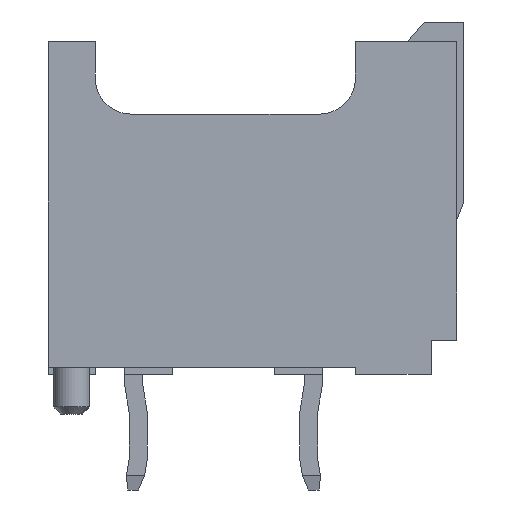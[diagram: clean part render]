
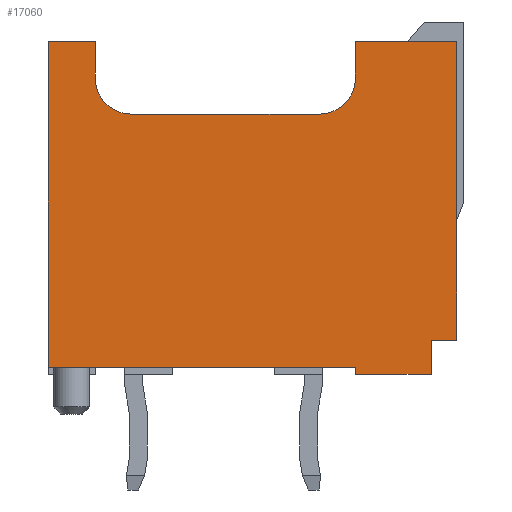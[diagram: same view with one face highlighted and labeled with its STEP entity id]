
A CAD part, left-side view. The second image highlights one B-rep face of the part: STEP entity #17060.
In plain terms, the highlighted face is planar.
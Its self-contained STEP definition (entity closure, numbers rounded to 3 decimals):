
#31=CIRCLE('',#17754,1.);
#32=CIRCLE('',#17755,1.);
#832=ORIENTED_EDGE('',*,*,#4050,.T.);
#833=ORIENTED_EDGE('',*,*,#4051,.T.);
#834=ORIENTED_EDGE('',*,*,#4020,.T.);
#835=ORIENTED_EDGE('',*,*,#4016,.F.);
#836=ORIENTED_EDGE('',*,*,#4052,.F.);
#837=ORIENTED_EDGE('',*,*,#4053,.F.);
#838=ORIENTED_EDGE('',*,*,#4054,.F.);
#839=ORIENTED_EDGE('',*,*,#3978,.F.);
#840=ORIENTED_EDGE('',*,*,#4055,.F.);
#841=ORIENTED_EDGE('',*,*,#4056,.F.);
#842=ORIENTED_EDGE('',*,*,#4057,.F.);
#843=ORIENTED_EDGE('',*,*,#4058,.F.);
#844=ORIENTED_EDGE('',*,*,#4059,.F.);
#845=ORIENTED_EDGE('',*,*,#4060,.F.);
#3978=EDGE_CURVE('',#5609,#5602,#6878,.T.);
#4016=EDGE_CURVE('',#5635,#5632,#6912,.T.);
#4020=EDGE_CURVE('',#5637,#5632,#6916,.T.);
#4050=EDGE_CURVE('',#5655,#5656,#6946,.T.);
#4051=EDGE_CURVE('',#5656,#5637,#6947,.T.);
#4052=EDGE_CURVE('',#5657,#5635,#6948,.T.);
#4053=EDGE_CURVE('',#5658,#5657,#6949,.T.);
#4054=EDGE_CURVE('',#5602,#5658,#6950,.T.);
#4055=EDGE_CURVE('',#5659,#5609,#6951,.T.);
#4056=EDGE_CURVE('',#5660,#5659,#31,.T.);
#4057=EDGE_CURVE('',#5661,#5660,#6952,.T.);
#4058=EDGE_CURVE('',#5662,#5661,#32,.T.);
#4059=EDGE_CURVE('',#5663,#5662,#6953,.T.);
#4060=EDGE_CURVE('',#5655,#5663,#6954,.T.);
#5602=VERTEX_POINT('',#22254);
#5609=VERTEX_POINT('',#22268);
#5632=VERTEX_POINT('',#22336);
#5635=VERTEX_POINT('',#22342);
#5637=VERTEX_POINT('',#22350);
#5655=VERTEX_POINT('',#22408);
#5656=VERTEX_POINT('',#22409);
#5657=VERTEX_POINT('',#22412);
#5658=VERTEX_POINT('',#22414);
#5659=VERTEX_POINT('',#22417);
#5660=VERTEX_POINT('',#22419);
#5661=VERTEX_POINT('',#22421);
#5662=VERTEX_POINT('',#22423);
#5663=VERTEX_POINT('',#22425);
#6878=LINE('',#22269,#8625);
#6912=LINE('',#22343,#8659);
#6916=LINE('',#22351,#8663);
#6946=LINE('',#22407,#8693);
#6947=LINE('',#22410,#8694);
#6948=LINE('',#22411,#8695);
#6949=LINE('',#22413,#8696);
#6950=LINE('',#22415,#8697);
#6951=LINE('',#22416,#8698);
#6952=LINE('',#22420,#8699);
#6953=LINE('',#22424,#8700);
#6954=LINE('',#22426,#8701);
#8625=VECTOR('',#19003,1000.);
#8659=VECTOR('',#19065,1000.);
#8663=VECTOR('',#19073,1000.);
#8693=VECTOR('',#19121,1000.);
#8694=VECTOR('',#19122,1000.);
#8695=VECTOR('',#19123,1000.);
#8696=VECTOR('',#19124,1000.);
#8697=VECTOR('',#19125,1000.);
#8698=VECTOR('',#19126,1000.);
#8699=VECTOR('',#19129,1000.);
#8700=VECTOR('',#19132,1000.);
#8701=VECTOR('',#19133,1000.);
#10133=EDGE_LOOP('',(#832,#833,#834,#835,#836,#837,#838,#839,#840,#841,
#842,#843,#844,#845));
#10879=FACE_BOUND('',#10133,.T.);
#11621=PLANE('',#17753);
#17060=ADVANCED_FACE('',(#10879),#11621,.T.);
#17753=AXIS2_PLACEMENT_3D('',#22406,#19119,#19120);
#17754=AXIS2_PLACEMENT_3D('',#22418,#19127,#19128);
#17755=AXIS2_PLACEMENT_3D('',#22422,#19130,#19131);
#19003=DIRECTION('',(0.,0.,1.));
#19065=DIRECTION('',(0.,0.,-1.));
#19073=DIRECTION('',(0.,1.,0.));
#19119=DIRECTION('',(1.,0.,0.));
#19120=DIRECTION('',(0.,0.,-1.));
#19121=DIRECTION('',(0.,1.,0.));
#19122=DIRECTION('',(0.,0.,1.));
#19123=DIRECTION('',(0.,1.,0.));
#19124=DIRECTION('',(0.,0.,-1.));
#19125=DIRECTION('',(0.,1.,0.));
#19126=DIRECTION('',(0.,-1.,0.));
#19127=DIRECTION('',(1.,0.,0.));
#19128=DIRECTION('',(0.,-1.,0.));
#19129=DIRECTION('',(0.,0.,1.));
#19130=DIRECTION('',(1.,0.,0.));
#19131=DIRECTION('',(0.,-1.,0.));
#19132=DIRECTION('',(0.,1.,0.));
#19133=DIRECTION('',(0.,0.,1.));
#22254=CARTESIAN_POINT('',(11.7,-4.325,5.55));
#22268=CARTESIAN_POINT('',(11.7,-4.325,2.75));
#22269=CARTESIAN_POINT('',(11.7,-4.325,5.75));
#22336=CARTESIAN_POINT('',(11.7,4.875,2.75));
#22342=CARTESIAN_POINT('',(11.7,4.875,4.85));
#22343=CARTESIAN_POINT('',(11.7,4.875,5.75));
#22350=CARTESIAN_POINT('',(11.7,4.675,2.75));
#22351=CARTESIAN_POINT('',(11.7,4.675,2.75));
#22406=CARTESIAN_POINT('',(11.7,-4.875,5.75));
#22407=CARTESIAN_POINT('',(11.7,-4.875,-5.75));
#22408=CARTESIAN_POINT('',(11.7,-4.325,-5.75));
#22409=CARTESIAN_POINT('',(11.7,4.675,-5.75));
#22410=CARTESIAN_POINT('',(11.7,4.675,-4.45));
#22411=CARTESIAN_POINT('',(11.7,3.925,4.85));
#22412=CARTESIAN_POINT('',(11.7,3.925,4.85));
#22413=CARTESIAN_POINT('',(11.7,3.925,5.55));
#22414=CARTESIAN_POINT('',(11.7,3.925,5.55));
#22415=CARTESIAN_POINT('',(11.7,0.625,5.55));
#22416=CARTESIAN_POINT('',(11.7,-3.325,2.75));
#22417=CARTESIAN_POINT('',(11.7,-3.325,2.75));
#22418=CARTESIAN_POINT('',(11.7,-3.325,1.75));
#22419=CARTESIAN_POINT('',(11.7,-2.325,1.75));
#22420=CARTESIAN_POINT('',(11.7,-2.325,-3.45));
#22421=CARTESIAN_POINT('',(11.7,-2.325,-3.45));
#22422=CARTESIAN_POINT('',(11.7,-3.325,-3.45));
#22423=CARTESIAN_POINT('',(11.7,-3.325,-4.45));
#22424=CARTESIAN_POINT('',(11.7,-4.325,-4.45));
#22425=CARTESIAN_POINT('',(11.7,-4.325,-4.45));
#22426=CARTESIAN_POINT('',(11.7,-4.325,-5.75));
